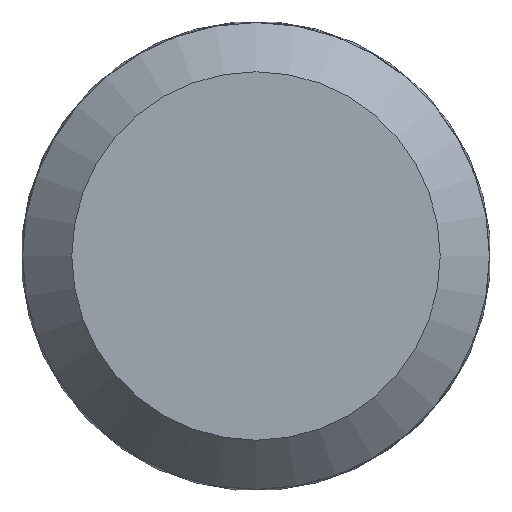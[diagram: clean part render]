
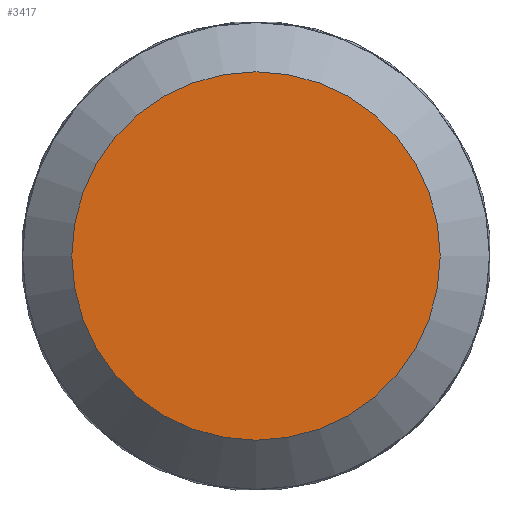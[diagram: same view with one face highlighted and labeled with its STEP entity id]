
A CAD part, left-side view. The second image highlights one B-rep face of the part: STEP entity #3417.
In plain terms, the highlighted planar face has unit normal (-1, 0, 0).
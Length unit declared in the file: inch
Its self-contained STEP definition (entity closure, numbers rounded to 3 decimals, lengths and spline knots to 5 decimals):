
#3385=CARTESIAN_POINT('',(0.,0.32,0.));
#3386=VERTEX_POINT('',#3385);
#3387=CARTESIAN_POINT('',(0.,0.0,0.0));
#3388=DIRECTION('',(1.0,0.0,0.0));
#3389=DIRECTION('',(0.0,-1.0,0.0));
#3390=AXIS2_PLACEMENT_3D('',#3387,#3388,#3389);
#3391=CIRCLE('',#3390,0.32);
#3392=EDGE_CURVE('',#3386,#3386,#3391,.T.);
#3409=CARTESIAN_POINT('',(0.,0.20275,0.0));
#3410=DIRECTION('',(-1.0,0.0,0.0));
#3411=DIRECTION('',(0.0,0.0,1.0));
#3412=AXIS2_PLACEMENT_3D('',#3409,#3410,#3411);
#3413=PLANE('',#3412);
#3414=ORIENTED_EDGE('',*,*,#3392,.F.);
#3415=EDGE_LOOP('',(#3414));
#3416=FACE_OUTER_BOUND('',#3415,.T.);
#3417=ADVANCED_FACE('',(#3416),#3413,.T.);
